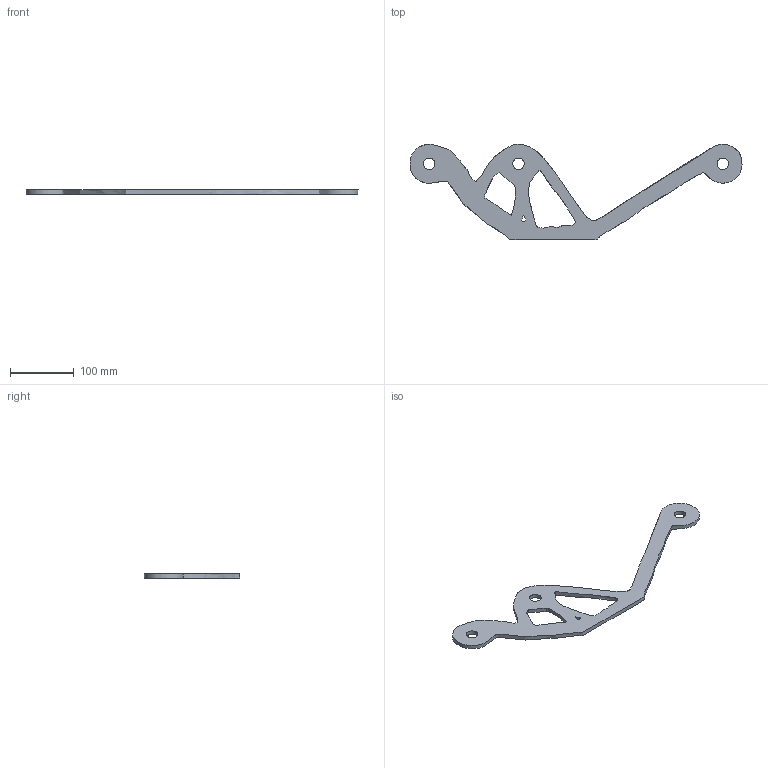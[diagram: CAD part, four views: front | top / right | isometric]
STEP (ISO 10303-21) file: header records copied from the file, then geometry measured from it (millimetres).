
FILE_DESCRIPTION(/* description */ (''),/* implementation_level */ '2;1');
FILE_NAME(/* name */ 'Test_fusion.step',/* time_stamp */ '2024-02-12T15:32:40Z',/* author */ (''),/* organization */ (''),/* preprocessor_version */ 'ST-DEVELOPER v20',/* originating_system */ 'Autodesk Translation Framework v12.20.1.177',/* authorisation */ '');
FILE_SCHEMA (('AUTOMOTIVE_DESIGN { 1 0 10303 214 3 1 1 }'));
Length unit declared in the file: millimetre
Products named in the file (1): Untitled
Bounding box: 520.01 x 149.3 x 6.3 mm (x, y, z)
Volume: 121266 mm3; surface area: 62129.9 mm2
Topology: 1 solids, 1 shells, 24 faces, 69 edges, 46 vertices
Faces by surface type: plane 8, cylinder 8, bspline 5, cone 2, sphere 1
Full cylindrical faces by diameter (mm): 18 x3
Entity records: 6633 total; most frequent: CARTESIAN_POINT 5968, ORIENTED_EDGE 136, DIRECTION 118, EDGE_CURVE 68, VERTEX_POINT 46, AXIS2_PLACEMENT_3D 45, EDGE_LOOP 36, LINE 28
